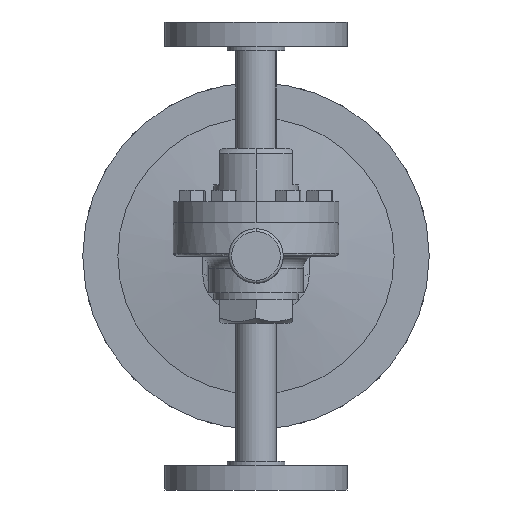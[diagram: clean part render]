
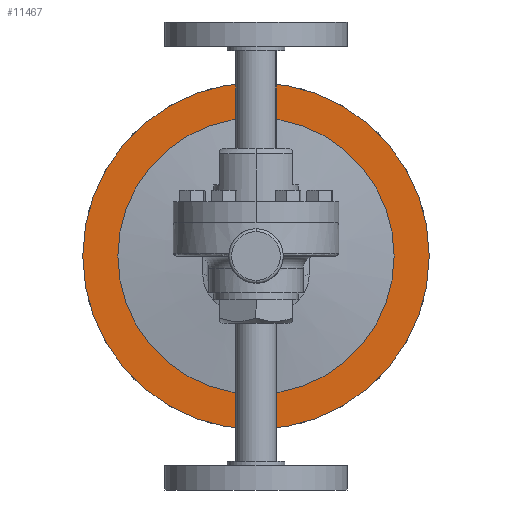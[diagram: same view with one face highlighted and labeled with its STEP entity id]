
A CAD part, front view. The second image highlights one B-rep face of the part: STEP entity #11467.
In plain terms, the highlighted planar face has unit normal (0, -1, 0).
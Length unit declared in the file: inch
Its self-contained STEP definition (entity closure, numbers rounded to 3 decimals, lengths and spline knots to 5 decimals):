
#143 = DIRECTION ( 'NONE',  ( 0., -1., 0. ) ) ;
#201 = AXIS2_PLACEMENT_3D ( 'NONE', #3518, #15562, #5244 ) ;
#559 = CARTESIAN_POINT ( 'NONE',  ( 0., 2.25, -2.84 ) ) ;
#884 = DIRECTION ( 'NONE',  ( 0., 0., -1. ) ) ;
#1053 = EDGE_LOOP ( 'NONE', ( #7802, #9062 ) ) ;
#1138 = CARTESIAN_POINT ( 'NONE',  ( 0., 2.25, 3.56 ) ) ;
#2931 = AXIS2_PLACEMENT_3D ( 'NONE', #21469, #11175, #884 ) ;
#3041 = EDGE_LOOP ( 'NONE', ( #17841, #8521 ) ) ;
#3518 = CARTESIAN_POINT ( 'NONE',  ( 0., 2.25, 0. ) ) ;
#4208 = AXIS2_PLACEMENT_3D ( 'NONE', #10442, #143, #12176 ) ;
#4662 = VERTEX_POINT ( 'NONE', #1138 ) ;
#5244 = DIRECTION ( 'NONE',  ( 0., 0., -1. ) ) ;
#7765 = AXIS2_PLACEMENT_3D ( 'NONE', #18897, #8621, #20629 ) ;
#7802 = ORIENTED_EDGE ( 'NONE', *, *, #13183, .F. ) ;
#8521 = ORIENTED_EDGE ( 'NONE', *, *, #11113, .T. ) ;
#8535 = CIRCLE ( 'NONE', #4208, 2.84 ) ;
#8582 = FACE_BOUND ( 'NONE', #1053, .T. ) ;
#8621 = DIRECTION ( 'NONE',  ( 0., -1., 0. ) ) ;
#9062 = ORIENTED_EDGE ( 'NONE', *, *, #12710, .F. ) ;
#9064 = VERTEX_POINT ( 'NONE', #559 ) ;
#9211 = DIRECTION ( 'NONE',  ( 0., -1., 0. ) ) ;
#10442 = CARTESIAN_POINT ( 'NONE',  ( 0., 2.25, 0. ) ) ;
#10824 = CARTESIAN_POINT ( 'NONE',  ( 0., 2.25, 2.84 ) ) ;
#11113 = EDGE_CURVE ( 'NONE', #4662, #19264, #12894, .T. ) ;
#11175 = DIRECTION ( 'NONE',  ( 0., -1., 0. ) ) ;
#11467 = ADVANCED_FACE ( 'NONE', ( #8582, #17721 ), #14346, .T. ) ;
#12176 = DIRECTION ( 'NONE',  ( 0., 0., -1. ) ) ;
#12619 = CARTESIAN_POINT ( 'NONE',  ( 0., 2.25, -3.655 ) ) ;
#12710 = EDGE_CURVE ( 'NONE', #9064, #20467, #8535, .T. ) ;
#12894 = CIRCLE ( 'NONE', #7765, 3.56 ) ;
#12971 = EDGE_CURVE ( 'NONE', #19264, #4662, #18234, .T. ) ;
#13183 = EDGE_CURVE ( 'NONE', #20467, #9064, #20092, .T. ) ;
#14346 = PLANE ( 'NONE',  #19988 ) ;
#15562 = DIRECTION ( 'NONE',  ( 0., -1., 0. ) ) ;
#17721 = FACE_OUTER_BOUND ( 'NONE', #3041, .T. ) ;
#17841 = ORIENTED_EDGE ( 'NONE', *, *, #12971, .T. ) ;
#18234 = CIRCLE ( 'NONE', #2931, 3.56 ) ;
#18337 = CARTESIAN_POINT ( 'NONE',  ( 0., 2.25, -3.56 ) ) ;
#18897 = CARTESIAN_POINT ( 'NONE',  ( 0., 2.25, 0. ) ) ;
#19264 = VERTEX_POINT ( 'NONE', #18337 ) ;
#19988 = AXIS2_PLACEMENT_3D ( 'NONE', #12619, #9211, #21236 ) ;
#20092 = CIRCLE ( 'NONE', #201, 2.84 ) ;
#20467 = VERTEX_POINT ( 'NONE', #10824 ) ;
#20629 = DIRECTION ( 'NONE',  ( 0., 0., -1. ) ) ;
#21236 = DIRECTION ( 'NONE',  ( 0., 0., -1. ) ) ;
#21469 = CARTESIAN_POINT ( 'NONE',  ( 0., 2.25, 0. ) ) ;
